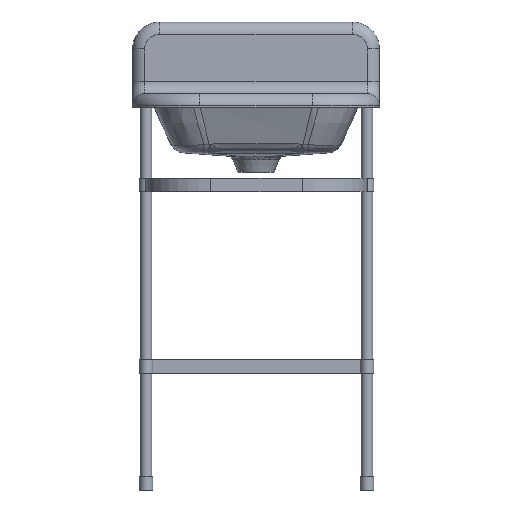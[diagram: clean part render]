
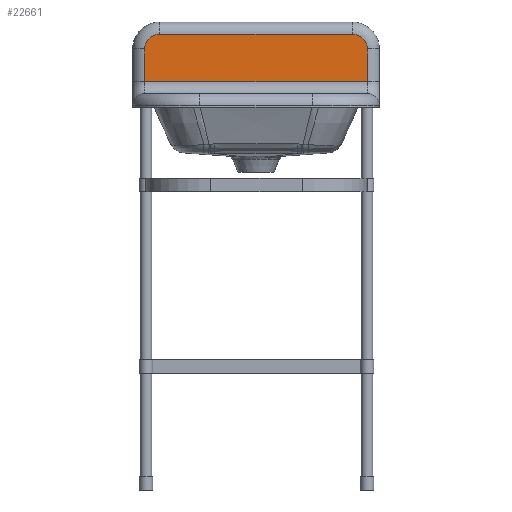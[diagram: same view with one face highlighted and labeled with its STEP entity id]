
A CAD part, front view. The second image highlights one B-rep face of the part: STEP entity #22661.
In plain terms, the highlighted planar face has unit normal (0, -1, 0).
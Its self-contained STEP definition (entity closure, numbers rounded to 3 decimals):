
#22458=CARTESIAN_POINT('',(-228795.248,15397.602,23126.53));
#22459=VERTEX_POINT('',#22458);
#22493=CARTESIAN_POINT('',(-241393.648,15397.602,23126.53));
#22494=VERTEX_POINT('',#22493);
#22495=CARTESIAN_POINT('',(-228795.248,15397.602,23126.53));
#22496=DIRECTION('',(-1.,0.,0.));
#22497=VECTOR('',#22496,12598.4);
#22498=LINE('',#22495,#22497);
#22499=EDGE_CURVE('',#22459,#22494,#22498,.T.);
#22600=CARTESIAN_POINT('',(-241393.648,15397.602,24980.73));
#22601=VERTEX_POINT('',#22600);
#22602=CARTESIAN_POINT('',(-241393.648,15397.602,23126.53));
#22603=DIRECTION('',(0.,0.,1.));
#22604=VECTOR('',#22603,1854.2);
#22605=LINE('',#22602,#22604);
#22606=EDGE_CURVE('',#22494,#22601,#22605,.T.);
#22620=CARTESIAN_POINT('',(-235094.448,15397.602,24472.73));
#22621=DIRECTION('',(0.,0.,-1.));
#22622=DIRECTION('',(0.,-1.,0.));
#22623=AXIS2_PLACEMENT_3D('',#22620,#22622,#22621);
#22624=PLANE('',#22623);
#22625=CARTESIAN_POINT('',(-228795.248,15397.602,24980.73));
#22626=VERTEX_POINT('',#22625);
#22627=CARTESIAN_POINT('',(-228795.248,15397.602,23126.53));
#22628=DIRECTION('',(0.,0.,1.));
#22629=VECTOR('',#22628,1854.2);
#22630=LINE('',#22627,#22629);
#22631=EDGE_CURVE('',#22459,#22626,#22630,.T.);
#22632=ORIENTED_EDGE('E944',*,*,#22631,.T.);
#22633=CARTESIAN_POINT('',(-229633.448,15397.602,25818.93));
#22634=VERTEX_POINT('',#22633);
#22635=CARTESIAN_POINT('',(-229633.448,15397.602,24980.73));
#22636=DIRECTION('',(1.,0.,0.));
#22637=DIRECTION('',(0.,-1.,0.));
#22638=AXIS2_PLACEMENT_3D('',#22635,#22637,#22636);
#22639=CIRCLE('',#22638,838.2);
#22640=EDGE_CURVE('',#22626,#22634,#22639,.T.);
#22641=ORIENTED_EDGE('E945',*,*,#22640,.T.);
#22642=CARTESIAN_POINT('',(-240555.448,15397.602,25818.93));
#22643=VERTEX_POINT('',#22642);
#22644=CARTESIAN_POINT('',(-229633.448,15397.602,25818.93));
#22645=DIRECTION('',(-1.,0.,0.));
#22646=VECTOR('',#22645,10922.);
#22647=LINE('',#22644,#22646);
#22648=EDGE_CURVE('',#22634,#22643,#22647,.T.);
#22649=ORIENTED_EDGE('E946',*,*,#22648,.T.);
#22650=CARTESIAN_POINT('',(-240555.448,15397.602,24980.73));
#22651=DIRECTION('',(0.,0.,1.));
#22652=DIRECTION('',(0.,-1.,0.));
#22653=AXIS2_PLACEMENT_3D('',#22650,#22652,#22651);
#22654=CIRCLE('',#22653,838.2);
#22655=EDGE_CURVE('',#22643,#22601,#22654,.T.);
#22656=ORIENTED_EDGE('E947',*,*,#22655,.T.);
#22657=ORIENTED_EDGE('E947',*,*,#22606,.F.);
#22658=ORIENTED_EDGE('E947',*,*,#22499,.F.);
#22659=EDGE_LOOP('',(#22632,#22641,#22649,#22656,#22657,#22658));
#22660=FACE_OUTER_BOUND('',#22659,.T.);
#22661=ADVANCED_FACE('F396',(#22660),#22624,.T.);
